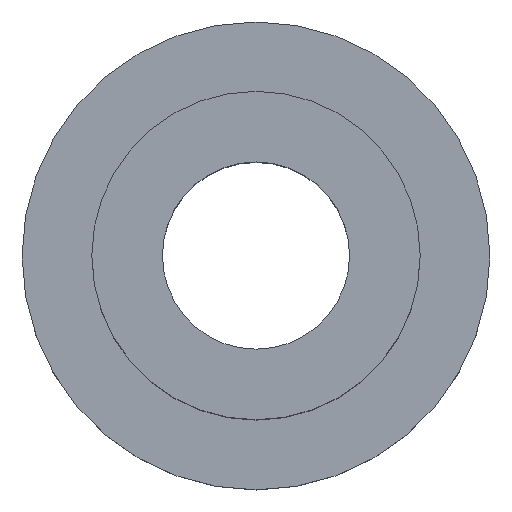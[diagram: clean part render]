
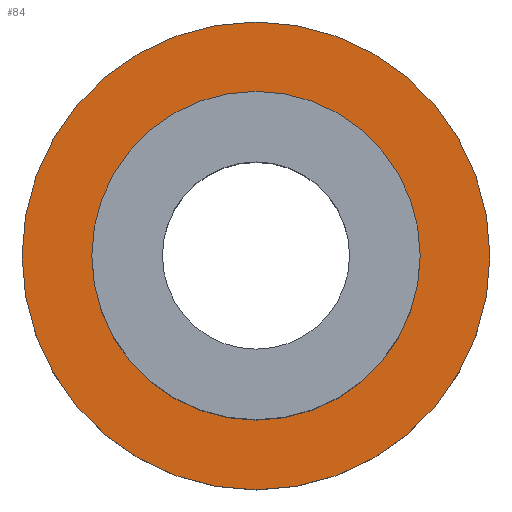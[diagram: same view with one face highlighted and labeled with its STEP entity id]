
A CAD part, top view. The second image highlights one B-rep face of the part: STEP entity #84.
In plain terms, the highlighted planar face has unit normal (0, 0, 1).
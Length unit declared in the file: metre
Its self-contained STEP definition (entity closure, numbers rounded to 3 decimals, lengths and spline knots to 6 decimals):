
#31=ORIENTED_EDGE('',*,*,#40,.T.);
#32=ORIENTED_EDGE('',*,*,#39,.F.);
#39=EDGE_CURVE('',#45,#45,#51,.T.);
#40=EDGE_CURVE('',#46,#46,#52,.T.);
#45=VERTEX_POINT('',#150);
#46=VERTEX_POINT('',#154);
#51=CIRCLE('',#106,0.00351);
#52=CIRCLE('',#109,0.005);
#61=EDGE_LOOP('',(#31));
#62=EDGE_LOOP('',(#32));
#73=FACE_BOUND('',#61,.T.);
#74=FACE_BOUND('',#62,.T.);
#79=PLANE('',#108);
#84=ADVANCED_FACE('',(#73,#74),#79,.T.);
#106=AXIS2_PLACEMENT_3D('',#149,#127,#128);
#108=AXIS2_PLACEMENT_3D('',#152,#131,#132);
#109=AXIS2_PLACEMENT_3D('',#153,#133,#134);
#127=DIRECTION('',(0.,0.,1.));
#128=DIRECTION('',(0.,-1.,0.));
#131=DIRECTION('',(0.,0.,1.));
#132=DIRECTION('',(0.,-1.,0.));
#133=DIRECTION('',(0.,0.,1.));
#134=DIRECTION('',(0.,-1.,0.));
#149=CARTESIAN_POINT('',(0.,0.,0.0015));
#150=CARTESIAN_POINT('',(0.,-0.00351,0.0015));
#152=CARTESIAN_POINT('',(0.,0.,0.0015));
#153=CARTESIAN_POINT('',(0.,0.,0.0015));
#154=CARTESIAN_POINT('',(0.,-0.005,0.0015));
